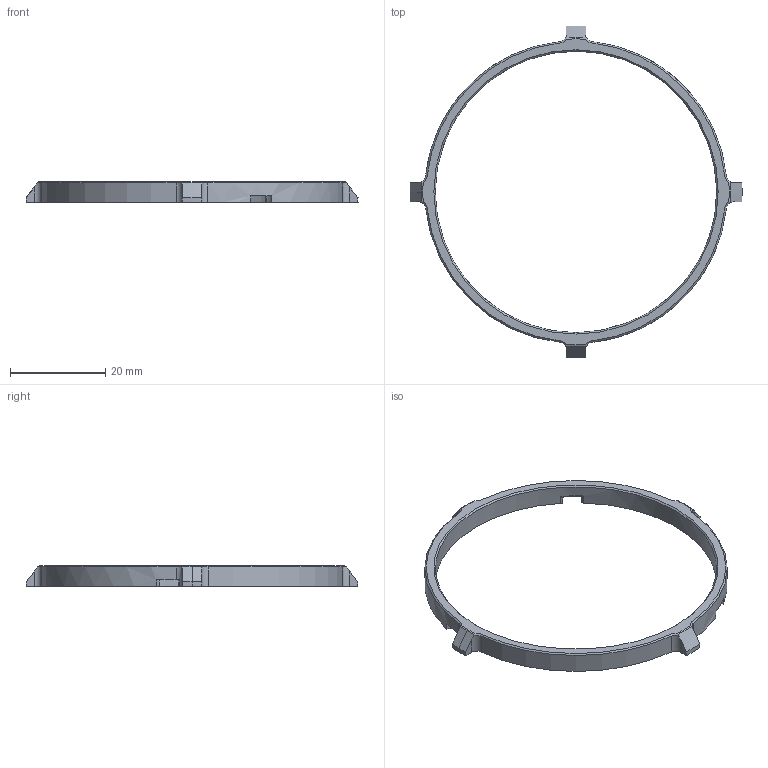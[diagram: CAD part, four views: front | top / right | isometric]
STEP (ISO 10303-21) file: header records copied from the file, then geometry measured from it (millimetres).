
FILE_DESCRIPTION(('HOOPS Exchange Step'),'2;1');
FILE_NAME('i_mirror_REV8_iso_bot.stp','2024-07-29T19:48:40+17:00',('true'),('Unknown organisation'),'HOOPS Exchange 2023.2','HOOPS Exchange','Unknown authorisation');
FILE_SCHEMA( ('AP203_CONFIGURATION_CONTROLLED_3D_DESIGN_OF_MECHANICAL_PARTS_AND_ASSEMBLIES_MIM_LF') );
Length unit declared in the file: millimetre
Products named in the file (1): export
Bounding box: 69.59 x 69.54 x 4.4 mm (x, y, z)
Volume: 1962.9 mm3; surface area: 2584.3 mm2
Topology: 1 solids, 1 shells, 76 faces, 220 edges, 150 vertices
Faces by surface type: cylinder 35, cone 23, plane 15, torus 3
Full cylindrical faces by diameter (mm): 59 x1
Entity records: 2659 total; most frequent: CARTESIAN_POINT 620, DIRECTION 441, ORIENTED_EDGE 430, EDGE_CURVE 215, AXIS2_PLACEMENT_3D 184, VERTEX_POINT 140, CIRCLE 107, EDGE_LOOP 77
